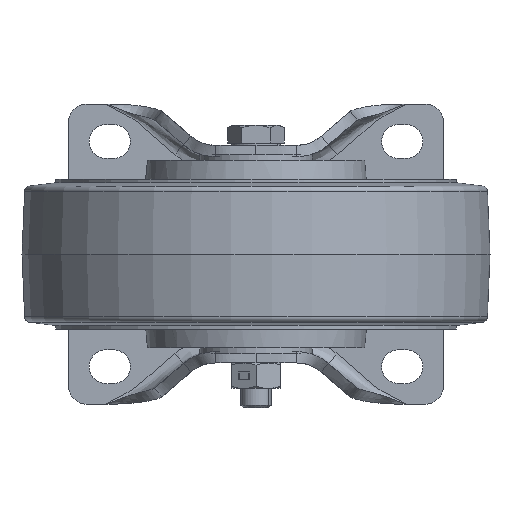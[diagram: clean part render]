
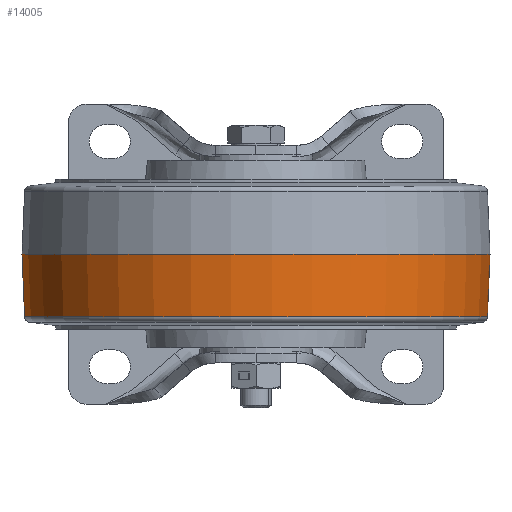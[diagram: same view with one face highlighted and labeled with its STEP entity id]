
A CAD part, front view. The second image highlights one B-rep face of the part: STEP entity #14005.
In plain terms, the highlighted conical face has half-angle 2.386 degrees and reference radius 62.5 mm.
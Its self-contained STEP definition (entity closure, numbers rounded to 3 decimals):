
#711 = EDGE_LOOP ( 'NONE', ( #7815, #42150, #45254, #26969 ) ) ;
#1413 = CARTESIAN_POINT ( 'NONE',  ( 41.742, -96.661, 220.969 ) ) ;
#1834 = VERTEX_POINT ( 'NONE', #2726 ) ;
#2682 = CONICAL_SURFACE ( 'NONE', #19471, 62.5, 0.042 ) ;
#2726 = CARTESIAN_POINT ( 'NONE',  ( 165.763, -88.292, 237.696 ) ) ;
#2787 = VERTEX_POINT ( 'NONE', #35898 ) ;
#4455 = CARTESIAN_POINT ( 'NONE',  ( 103.404, -92.5, 237.696 ) ) ;
#6773 = DIRECTION ( 'NONE',  ( 0.998, 0.067, 0. ) ) ;
#7023 = DIRECTION ( 'NONE',  ( 0., 0., -1. ) ) ;
#7815 = ORIENTED_EDGE ( 'NONE', *, *, #50165, .T. ) ;
#8535 = EDGE_CURVE ( 'NONE', #29808, #35237, #37474, .T. ) ;
#11265 = AXIS2_PLACEMENT_3D ( 'NONE', #39481, #7023, #6773 ) ;
#12933 = DIRECTION ( 'NONE',  ( -0.042, -0.003, 0.999 ) ) ;
#14005 = ADVANCED_FACE ( 'NONE', ( #32722 ), #2682, .T. ) ;
#14345 = AXIS2_PLACEMENT_3D ( 'NONE', #34790, #31110, #27131 ) ;
#16399 = EDGE_CURVE ( 'NONE', #2787, #1834, #16977, .T. ) ;
#16816 = DIRECTION ( 'NONE',  ( -0.998, -0.067, 0. ) ) ;
#16852 = CARTESIAN_POINT ( 'NONE',  ( 41.046, -96.708, 237.696 ) ) ;
#16977 = LINE ( 'NONE', #28370, #31638 ) ;
#19471 = AXIS2_PLACEMENT_3D ( 'NONE', #4455, #32208, #16816 ) ;
#20109 = CARTESIAN_POINT ( 'NONE',  ( 41.046, -96.708, 237.696 ) ) ;
#21138 = EDGE_CURVE ( 'NONE', #1834, #35237, #32398, .T. ) ;
#26177 = CIRCLE ( 'NONE', #14345, 61.803 ) ;
#26969 = ORIENTED_EDGE ( 'NONE', *, *, #8535, .F. ) ;
#27131 = DIRECTION ( 'NONE',  ( 0.998, 0.067, 0. ) ) ;
#28370 = CARTESIAN_POINT ( 'NONE',  ( 165.763, -88.292, 237.696 ) ) ;
#29808 = VERTEX_POINT ( 'NONE', #1413 ) ;
#31110 = DIRECTION ( 'NONE',  ( 0., 0., 1. ) ) ;
#31638 = VECTOR ( 'NONE', #45503, 1000. ) ;
#32208 = DIRECTION ( 'NONE',  ( 0., 0., 1. ) ) ;
#32398 = CIRCLE ( 'NONE', #11265, 62.5 ) ;
#32722 = FACE_OUTER_BOUND ( 'NONE', #711, .T. ) ;
#34790 = CARTESIAN_POINT ( 'NONE',  ( 103.404, -92.5, 220.969 ) ) ;
#35237 = VERTEX_POINT ( 'NONE', #20109 ) ;
#35898 = CARTESIAN_POINT ( 'NONE',  ( 165.067, -88.339, 220.969 ) ) ;
#37474 = LINE ( 'NONE', #16852, #38634 ) ;
#38634 = VECTOR ( 'NONE', #12933, 1000. ) ;
#39481 = CARTESIAN_POINT ( 'NONE',  ( 103.404, -92.5, 237.696 ) ) ;
#42150 = ORIENTED_EDGE ( 'NONE', *, *, #16399, .T. ) ;
#45254 = ORIENTED_EDGE ( 'NONE', *, *, #21138, .T. ) ;
#45503 = DIRECTION ( 'NONE',  ( 0.042, 0.003, 0.999 ) ) ;
#50165 = EDGE_CURVE ( 'NONE', #29808, #2787, #26177, .T. ) ;
